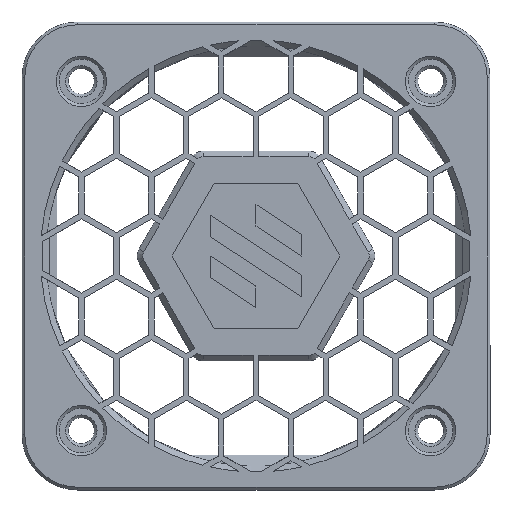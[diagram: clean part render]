
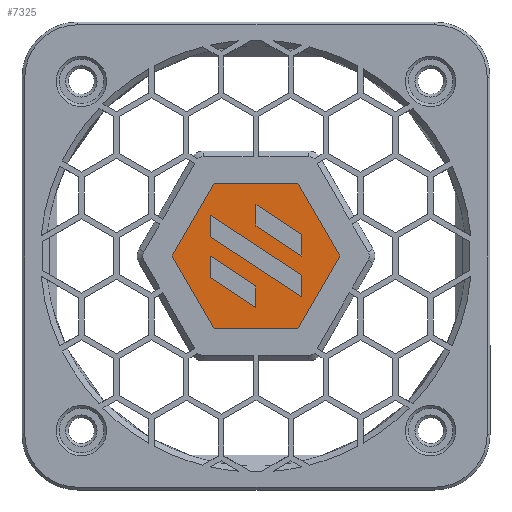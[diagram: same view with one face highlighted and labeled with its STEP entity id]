
A CAD part, left-side view. The second image highlights one B-rep face of the part: STEP entity #7325.
In plain terms, the highlighted planar face has unit normal (-1, 0, 0).
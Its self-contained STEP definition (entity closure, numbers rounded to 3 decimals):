
#87=FACE_BOUND('',#961,.T.);
#88=FACE_BOUND('',#962,.T.);
#89=FACE_BOUND('',#963,.T.);
#524=FACE_OUTER_BOUND('',#960,.T.);
#960=EDGE_LOOP('',(#6073,#6074,#6075,#6076,#6077,#6078));
#961=EDGE_LOOP('',(#6079,#6080,#6081,#6082));
#962=EDGE_LOOP('',(#6083,#6084,#6085,#6086));
#963=EDGE_LOOP('',(#6087,#6088,#6089,#6090));
#1875=LINE('',#11807,#2738);
#1879=LINE('',#11814,#2742);
#1882=LINE('',#11820,#2745);
#1884=LINE('',#11823,#2747);
#1887=LINE('',#11831,#2750);
#1891=LINE('',#11838,#2754);
#1894=LINE('',#11844,#2757);
#1896=LINE('',#11847,#2759);
#1899=LINE('',#11855,#2762);
#1903=LINE('',#11862,#2766);
#1906=LINE('',#11868,#2769);
#1908=LINE('',#11871,#2771);
#1910=LINE('',#11876,#2773);
#1913=LINE('',#11881,#2776);
#1915=LINE('',#11885,#2778);
#1917=LINE('',#11889,#2780);
#1919=LINE('',#11893,#2782);
#1920=LINE('',#11895,#2783);
#2738=VECTOR('',#9383,10.);
#2742=VECTOR('',#9389,10.);
#2745=VECTOR('',#9394,10.);
#2747=VECTOR('',#9398,10.);
#2750=VECTOR('',#9403,10.);
#2754=VECTOR('',#9409,10.);
#2757=VECTOR('',#9414,10.);
#2759=VECTOR('',#9418,10.);
#2762=VECTOR('',#9423,10.);
#2766=VECTOR('',#9429,10.);
#2769=VECTOR('',#9434,10.);
#2771=VECTOR('',#9438,10.);
#2773=VECTOR('',#9442,10.);
#2776=VECTOR('',#9447,10.);
#2778=VECTOR('',#9451,10.);
#2780=VECTOR('',#9455,10.);
#2782=VECTOR('',#9459,10.);
#2783=VECTOR('',#9462,10.);
#3596=VERTEX_POINT('',#11804);
#3597=VERTEX_POINT('',#11806);
#3599=VERTEX_POINT('',#11812);
#3601=VERTEX_POINT('',#11818);
#3604=VERTEX_POINT('',#11828);
#3605=VERTEX_POINT('',#11830);
#3607=VERTEX_POINT('',#11836);
#3609=VERTEX_POINT('',#11842);
#3612=VERTEX_POINT('',#11852);
#3613=VERTEX_POINT('',#11854);
#3615=VERTEX_POINT('',#11860);
#3617=VERTEX_POINT('',#11866);
#3618=VERTEX_POINT('',#11873);
#3619=VERTEX_POINT('',#11875);
#3620=VERTEX_POINT('',#11879);
#3621=VERTEX_POINT('',#11883);
#3622=VERTEX_POINT('',#11887);
#3623=VERTEX_POINT('',#11891);
#4521=EDGE_CURVE('',#3596,#3597,#1875,.T.);
#4525=EDGE_CURVE('',#3599,#3596,#1879,.T.);
#4528=EDGE_CURVE('',#3601,#3599,#1882,.T.);
#4530=EDGE_CURVE('',#3597,#3601,#1884,.T.);
#4533=EDGE_CURVE('',#3604,#3605,#1887,.T.);
#4537=EDGE_CURVE('',#3607,#3604,#1891,.T.);
#4540=EDGE_CURVE('',#3609,#3607,#1894,.T.);
#4542=EDGE_CURVE('',#3605,#3609,#1896,.T.);
#4545=EDGE_CURVE('',#3612,#3613,#1899,.T.);
#4549=EDGE_CURVE('',#3615,#3612,#1903,.T.);
#4552=EDGE_CURVE('',#3617,#3615,#1906,.T.);
#4554=EDGE_CURVE('',#3613,#3617,#1908,.T.);
#4556=EDGE_CURVE('',#3618,#3619,#1910,.T.);
#4559=EDGE_CURVE('',#3620,#3618,#1913,.T.);
#4561=EDGE_CURVE('',#3621,#3620,#1915,.T.);
#4563=EDGE_CURVE('',#3622,#3621,#1917,.T.);
#4565=EDGE_CURVE('',#3623,#3622,#1919,.T.);
#4566=EDGE_CURVE('',#3619,#3623,#1920,.T.);
#6073=ORIENTED_EDGE('',*,*,#4566,.F.);
#6074=ORIENTED_EDGE('',*,*,#4556,.F.);
#6075=ORIENTED_EDGE('',*,*,#4559,.F.);
#6076=ORIENTED_EDGE('',*,*,#4561,.F.);
#6077=ORIENTED_EDGE('',*,*,#4563,.F.);
#6078=ORIENTED_EDGE('',*,*,#4565,.F.);
#6079=ORIENTED_EDGE('',*,*,#4554,.F.);
#6080=ORIENTED_EDGE('',*,*,#4545,.F.);
#6081=ORIENTED_EDGE('',*,*,#4549,.F.);
#6082=ORIENTED_EDGE('',*,*,#4552,.F.);
#6083=ORIENTED_EDGE('',*,*,#4542,.F.);
#6084=ORIENTED_EDGE('',*,*,#4533,.F.);
#6085=ORIENTED_EDGE('',*,*,#4537,.F.);
#6086=ORIENTED_EDGE('',*,*,#4540,.F.);
#6087=ORIENTED_EDGE('',*,*,#4530,.F.);
#6088=ORIENTED_EDGE('',*,*,#4521,.F.);
#6089=ORIENTED_EDGE('',*,*,#4525,.F.);
#6090=ORIENTED_EDGE('',*,*,#4528,.F.);
#6961=PLANE('',#7861);
#7325=ADVANCED_FACE('',(#524,#87,#88,#89),#6961,.F.);
#7861=AXIS2_PLACEMENT_3D('',#11896,#9463,#9464);
#9383=DIRECTION('',(0.,0.836,0.549));
#9389=DIRECTION('',(0.,0.,1.));
#9394=DIRECTION('',(0.,-0.836,-0.549));
#9398=DIRECTION('',(0.,0.,-1.));
#9403=DIRECTION('',(0.,0.,-1.));
#9409=DIRECTION('',(0.,0.836,0.549));
#9414=DIRECTION('',(0.,0.,1.));
#9418=DIRECTION('',(0.,-0.836,-0.549));
#9423=DIRECTION('',(0.,0.,1.));
#9429=DIRECTION('',(0.,-0.836,-0.549));
#9434=DIRECTION('',(0.,0.,-1.));
#9438=DIRECTION('',(0.,0.836,0.549));
#9442=DIRECTION('',(0.,-0.5,-0.866));
#9447=DIRECTION('',(0.,-1.,0.));
#9451=DIRECTION('',(0.,-0.5,0.866));
#9455=DIRECTION('',(0.,0.5,0.866));
#9459=DIRECTION('',(0.,1.,0.));
#9462=DIRECTION('',(0.,0.5,-0.866));
#9463=DIRECTION('center_axis',(1.,0.,0.));
#9464=DIRECTION('ref_axis',(0.,0.,-1.));
#11804=CARTESIAN_POINT('',(-4.8,23.577,27.361));
#11806=CARTESIAN_POINT('',(-4.8,36.623,35.935));
#11807=CARTESIAN_POINT('',(-4.8,23.577,27.361));
#11812=CARTESIAN_POINT('',(-4.8,23.577,24.265));
#11814=CARTESIAN_POINT('',(-4.8,23.577,24.265));
#11818=CARTESIAN_POINT('',(-4.8,36.623,32.839));
#11820=CARTESIAN_POINT('',(-4.8,36.623,32.839));
#11823=CARTESIAN_POINT('',(-4.8,36.623,35.935));
#11828=CARTESIAN_POINT('',(-4.8,36.623,30.1));
#11830=CARTESIAN_POINT('',(-4.8,36.623,27.004));
#11831=CARTESIAN_POINT('',(-4.8,36.623,27.004));
#11836=CARTESIAN_POINT('',(-4.8,30.1,25.813));
#11838=CARTESIAN_POINT('',(-4.8,36.623,30.1));
#11842=CARTESIAN_POINT('',(-4.8,30.1,22.717));
#11844=CARTESIAN_POINT('',(-4.8,30.1,25.813));
#11847=CARTESIAN_POINT('',(-4.8,30.1,22.717));
#11852=CARTESIAN_POINT('',(-4.8,23.577,30.1));
#11854=CARTESIAN_POINT('',(-4.8,23.577,33.196));
#11855=CARTESIAN_POINT('',(-4.8,23.577,33.196));
#11860=CARTESIAN_POINT('',(-4.8,30.1,34.387));
#11862=CARTESIAN_POINT('',(-4.8,23.577,30.1));
#11866=CARTESIAN_POINT('',(-4.8,30.1,37.483));
#11868=CARTESIAN_POINT('',(-4.8,30.1,34.387));
#11871=CARTESIAN_POINT('',(-4.8,30.1,37.483));
#11873=CARTESIAN_POINT('',(-4.8,24.1,40.492));
#11875=CARTESIAN_POINT('',(-4.8,18.1,30.1));
#11876=CARTESIAN_POINT('',(-4.8,18.1,30.1));
#11879=CARTESIAN_POINT('',(-4.8,36.1,40.492));
#11881=CARTESIAN_POINT('',(-4.8,24.1,40.492));
#11883=CARTESIAN_POINT('',(-4.8,42.1,30.1));
#11885=CARTESIAN_POINT('',(-4.8,36.1,40.492));
#11887=CARTESIAN_POINT('',(-4.8,36.1,19.708));
#11889=CARTESIAN_POINT('',(-4.8,42.1,30.1));
#11891=CARTESIAN_POINT('',(-4.8,24.1,19.708));
#11893=CARTESIAN_POINT('',(-4.8,36.1,19.708));
#11895=CARTESIAN_POINT('',(-4.8,24.1,19.708));
#11896=CARTESIAN_POINT('Origin',(-4.8,30.1,30.1));
